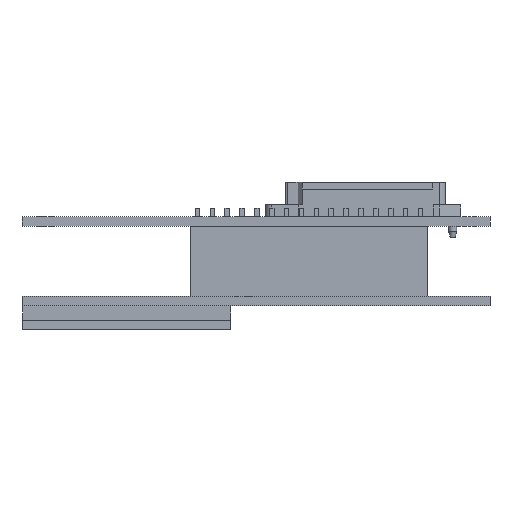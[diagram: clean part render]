
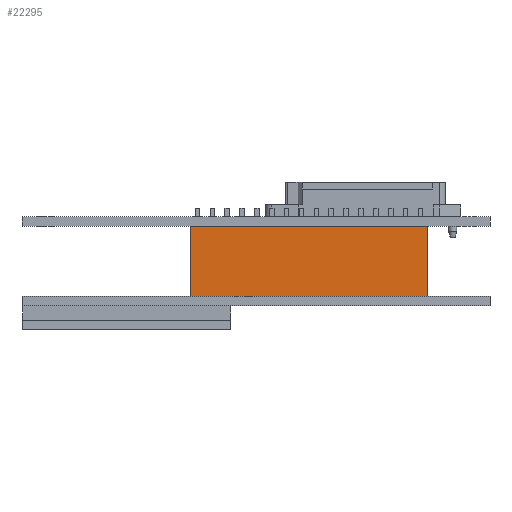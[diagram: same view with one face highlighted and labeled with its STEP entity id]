
A CAD part, left-side view. The second image highlights one B-rep face of the part: STEP entity #22295.
In plain terms, the highlighted planar face has unit normal (-1, 0, 0).
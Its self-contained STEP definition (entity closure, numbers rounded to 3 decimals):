
#262 = DIRECTION ( 'NONE',  ( 0., -1., 0. ) ) ;
#529 = VERTEX_POINT ( 'NONE', #29938 ) ;
#761 = DIRECTION ( 'NONE',  ( 0., 0., 1. ) ) ;
#1368 = LINE ( 'NONE', #2526, #27904 ) ;
#1879 = CARTESIAN_POINT ( 'NONE',  ( -19.27, -29.37, -13.6 ) ) ;
#1976 = DIRECTION ( 'NONE',  ( 0., 1., 0. ) ) ;
#2526 = CARTESIAN_POINT ( 'NONE',  ( -19.27, -29.37, -54.319 ) ) ;
#5639 = VECTOR ( 'NONE', #761, 1000. ) ;
#6507 = LINE ( 'NONE', #18848, #26482 ) ;
#7007 = PLANE ( 'NONE',  #28275 ) ;
#8037 = CARTESIAN_POINT ( 'NONE',  ( -19.27, 11.27, -13.6 ) ) ;
#10407 = EDGE_CURVE ( 'NONE', #17521, #529, #6507, .T. ) ;
#12978 = FACE_OUTER_BOUND ( 'NONE', #21088, .T. ) ;
#13192 = CARTESIAN_POINT ( 'NONE',  ( -19.27, -29.37, -1.6 ) ) ;
#13880 = EDGE_CURVE ( 'NONE', #17216, #17521, #1368, .T. ) ;
#13977 = DIRECTION ( 'NONE',  ( 0., 1., 0. ) ) ;
#16666 = CARTESIAN_POINT ( 'NONE',  ( -19.27, 11.27, -54.319 ) ) ;
#16716 = LINE ( 'NONE', #16666, #5639 ) ;
#17216 = VERTEX_POINT ( 'NONE', #1879 ) ;
#17521 = VERTEX_POINT ( 'NONE', #13192 ) ;
#18640 = ORIENTED_EDGE ( 'NONE', *, *, #13880, .T. ) ;
#18848 = CARTESIAN_POINT ( 'NONE',  ( -19.27, 11.27, -1.6 ) ) ;
#19950 = LINE ( 'NONE', #23406, #23615 ) ;
#20152 = ORIENTED_EDGE ( 'NONE', *, *, #32382, .F. ) ;
#21088 = EDGE_LOOP ( 'NONE', ( #20152, #32878, #18640, #32366 ) ) ;
#22295 = ADVANCED_FACE ( 'NONE', ( #12978 ), #7007, .F. ) ;
#23406 = CARTESIAN_POINT ( 'NONE',  ( -19.27, 11.27, -13.6 ) ) ;
#23615 = VECTOR ( 'NONE', #262, 1000. ) ;
#26482 = VECTOR ( 'NONE', #13977, 1000. ) ;
#27904 = VECTOR ( 'NONE', #33443, 1000. ) ;
#28275 = AXIS2_PLACEMENT_3D ( 'NONE', #28331, #33250, #1976 ) ;
#28331 = CARTESIAN_POINT ( 'NONE',  ( -19.27, 11.27, -54.319 ) ) ;
#28466 = EDGE_CURVE ( 'NONE', #31653, #17216, #19950, .T. ) ;
#29938 = CARTESIAN_POINT ( 'NONE',  ( -19.27, 11.27, -1.6 ) ) ;
#31653 = VERTEX_POINT ( 'NONE', #8037 ) ;
#32366 = ORIENTED_EDGE ( 'NONE', *, *, #10407, .T. ) ;
#32382 = EDGE_CURVE ( 'NONE', #31653, #529, #16716, .T. ) ;
#32878 = ORIENTED_EDGE ( 'NONE', *, *, #28466, .T. ) ;
#33250 = DIRECTION ( 'NONE',  ( 1., 0., 0. ) ) ;
#33443 = DIRECTION ( 'NONE',  ( 0., 0., 1. ) ) ;
